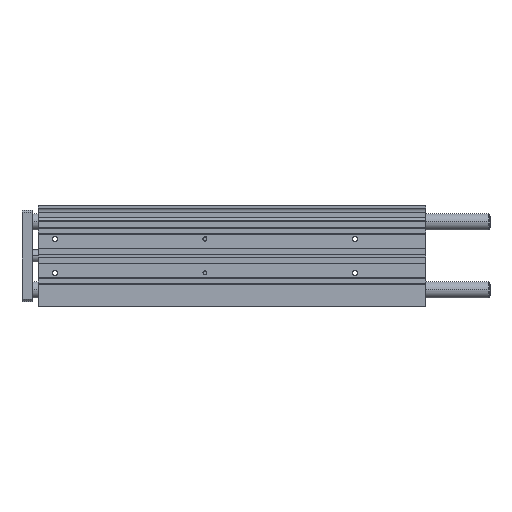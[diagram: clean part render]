
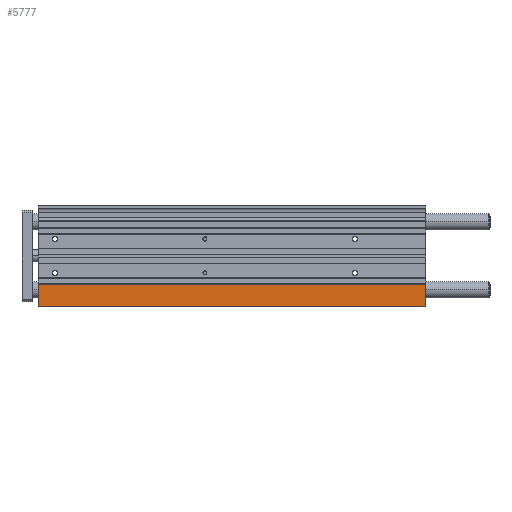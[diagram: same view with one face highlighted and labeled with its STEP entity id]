
A CAD part, top view. The second image highlights one B-rep face of the part: STEP entity #5777.
In plain terms, the highlighted planar face has unit normal (0, 0, 1).
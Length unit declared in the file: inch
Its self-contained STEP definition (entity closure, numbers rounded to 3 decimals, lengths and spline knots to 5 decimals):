
#1447 = CARTESIAN_POINT ( 'NONE',  ( 0., -1.11024, 0.82677 ) ) ;
#1448 = VERTEX_POINT ( 'NONE', #10525 ) ;
#1554 = CARTESIAN_POINT ( 'NONE',  ( 0., -1.11024, 0.82677 ) ) ;
#1658 = DIRECTION ( 'NONE',  ( 0., -1., 0. ) ) ;
#2391 = VECTOR ( 'NONE', #8451, 39.37008 ) ;
#3407 = DIRECTION ( 'NONE',  ( 0., 0., -1. ) ) ;
#3419 = AXIS2_PLACEMENT_3D ( 'NONE', #6382, #3407, #1658 ) ;
#3587 = EDGE_CURVE ( 'NONE', #1448, #11013, #9348, .T. ) ;
#3971 = ORIENTED_EDGE ( 'NONE', *, *, #5478, .T. ) ;
#4077 = DIRECTION ( 'NONE',  ( 0., -1., 0. ) ) ;
#5000 = DIRECTION ( 'NONE',  ( -1., 0., 0. ) ) ;
#5123 = VERTEX_POINT ( 'NONE', #9999 ) ;
#5478 = EDGE_CURVE ( 'NONE', #6520, #11013, #8505, .T. ) ;
#5694 = VECTOR ( 'NONE', #4077, 39.37008 ) ;
#5742 = LINE ( 'NONE', #8610, #5694 ) ;
#5777 = ADVANCED_FACE ( 'NONE', ( #11642 ), #11701, .F. ) ;
#5825 = CARTESIAN_POINT ( 'NONE',  ( 15.25591, -1.98819, 0.82677 ) ) ;
#6004 = CARTESIAN_POINT ( 'NONE',  ( 0., -1.98819, 0.82677 ) ) ;
#6136 = ORIENTED_EDGE ( 'NONE', *, *, #3587, .F. ) ;
#6382 = CARTESIAN_POINT ( 'NONE',  ( 15.25591, -1.11024, 0.82677 ) ) ;
#6419 = EDGE_CURVE ( 'NONE', #5123, #1448, #5742, .T. ) ;
#6520 = VERTEX_POINT ( 'NONE', #1554 ) ;
#7012 = CARTESIAN_POINT ( 'NONE',  ( 15.25591, -1.11024, 0.82677 ) ) ;
#7992 = VECTOR ( 'NONE', #8561, 39.37008 ) ;
#8451 = DIRECTION ( 'NONE',  ( -1., 0., 0. ) ) ;
#8505 = LINE ( 'NONE', #1447, #7992 ) ;
#8561 = DIRECTION ( 'NONE',  ( 0., -1., 0. ) ) ;
#8610 = CARTESIAN_POINT ( 'NONE',  ( 15.25591, -1.11024, 0.82677 ) ) ;
#9064 = ORIENTED_EDGE ( 'NONE', *, *, #9116, .T. ) ;
#9116 = EDGE_CURVE ( 'NONE', #5123, #6520, #10387, .T. ) ;
#9348 = LINE ( 'NONE', #5825, #2391 ) ;
#9946 = EDGE_LOOP ( 'NONE', ( #3971, #6136, #10079, #9064 ) ) ;
#9999 = CARTESIAN_POINT ( 'NONE',  ( 15.25591, -1.11024, 0.82677 ) ) ;
#10079 = ORIENTED_EDGE ( 'NONE', *, *, #6419, .F. ) ;
#10260 = VECTOR ( 'NONE', #5000, 39.37008 ) ;
#10387 = LINE ( 'NONE', #7012, #10260 ) ;
#10525 = CARTESIAN_POINT ( 'NONE',  ( 15.25591, -1.98819, 0.82677 ) ) ;
#11013 = VERTEX_POINT ( 'NONE', #6004 ) ;
#11642 = FACE_OUTER_BOUND ( 'NONE', #9946, .T. ) ;
#11701 = PLANE ( 'NONE',  #3419 ) ;
